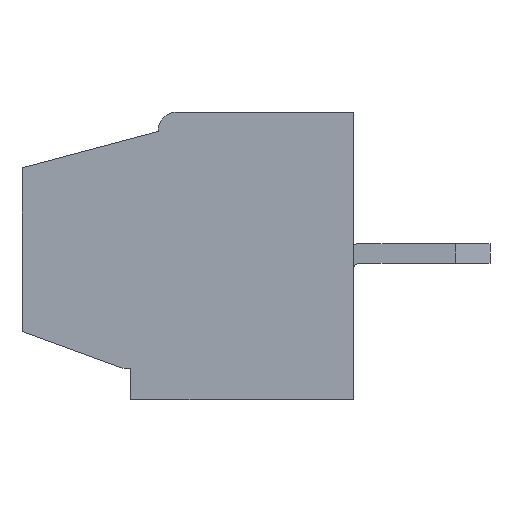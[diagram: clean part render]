
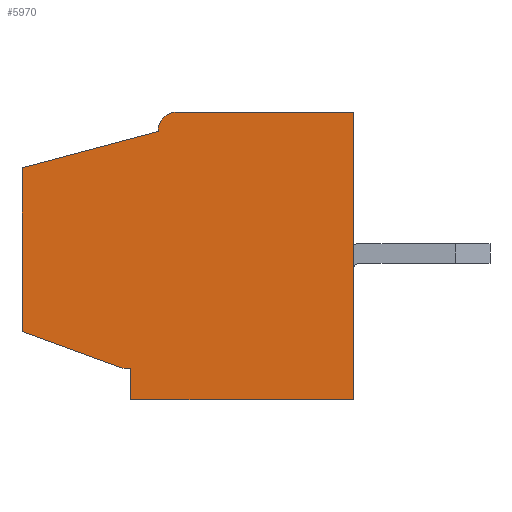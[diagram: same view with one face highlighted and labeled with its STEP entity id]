
A CAD part, left-side view. The second image highlights one B-rep face of the part: STEP entity #5970.
In plain terms, the highlighted planar face has unit normal (-1, 0, 0).
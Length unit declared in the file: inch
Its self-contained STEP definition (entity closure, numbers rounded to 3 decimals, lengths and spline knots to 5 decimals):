
#88 = EDGE_CURVE ( 'NONE', #6112, #3014, #919, .T. ) ;
#152 = PLANE ( 'NONE',  #2012 ) ;
#233 = CIRCLE ( 'NONE', #1724, 0.0195 ) ;
#263 = VERTEX_POINT ( 'NONE', #3066 ) ;
#323 = EDGE_CURVE ( 'NONE', #263, #5327, #4637, .T. ) ;
#357 = CARTESIAN_POINT ( 'NONE',  ( -0.138, 0.225, -0.116 ) ) ;
#382 = DIRECTION ( 'NONE',  ( 0., -1., 0. ) ) ;
#710 = ORIENTED_EDGE ( 'NONE', *, *, #3386, .T. ) ;
#740 = DIRECTION ( 'NONE',  ( 0., 0., -1. ) ) ;
#823 = DIRECTION ( 'NONE',  ( 0., 0., -1. ) ) ;
#827 = CARTESIAN_POINT ( 'NONE',  ( -0.138, 0.233, -0.116 ) ) ;
#874 = EDGE_CURVE ( 'NONE', #2062, #5478, #2753, .T. ) ;
#919 = LINE ( 'NONE', #4991, #4328 ) ;
#1027 = EDGE_CURVE ( 'NONE', #4383, #2727, #1927, .T. ) ;
#1066 = LINE ( 'NONE', #6120, #3475 ) ;
#1141 = CARTESIAN_POINT ( 'NONE',  ( -0.138, 0.233, -0.116 ) ) ;
#1504 = DIRECTION ( 'NONE',  ( 0., 0., -1. ) ) ;
#1651 = FACE_OUTER_BOUND ( 'NONE', #2876, .T. ) ;
#1724 = AXIS2_PLACEMENT_3D ( 'NONE', #6451, #6515, #823 ) ;
#1832 = CARTESIAN_POINT ( 'NONE',  ( -0.138, 0., 0.143 ) ) ;
#1926 = CARTESIAN_POINT ( 'NONE',  ( -0.138, 0.178, 0.143 ) ) ;
#1927 = LINE ( 'NONE', #3351, #5081 ) ;
#1968 = EDGE_CURVE ( 'NONE', #5478, #5118, #233, .T. ) ;
#2012 = AXIS2_PLACEMENT_3D ( 'NONE', #2123, #4216, #2083 ) ;
#2043 = LINE ( 'NONE', #827, #4557 ) ;
#2062 = VERTEX_POINT ( 'NONE', #5431 ) ;
#2083 = DIRECTION ( 'NONE',  ( 0., 0., -1. ) ) ;
#2123 = CARTESIAN_POINT ( 'NONE',  ( -0.138, 0.178, 0.1235 ) ) ;
#2560 = ORIENTED_EDGE ( 'NONE', *, *, #2722, .T. ) ;
#2625 = ORIENTED_EDGE ( 'NONE', *, *, #88, .T. ) ;
#2722 = EDGE_CURVE ( 'NONE', #5327, #4383, #2043, .T. ) ;
#2727 = VERTEX_POINT ( 'NONE', #357 ) ;
#2753 = LINE ( 'NONE', #3222, #5298 ) ;
#2876 = EDGE_LOOP ( 'NONE', ( #6383, #4498, #3477, #4205, #4495, #2560, #3131, #710, #2625 ) ) ;
#3014 = VERTEX_POINT ( 'NONE', #5844 ) ;
#3066 = CARTESIAN_POINT ( 'NONE',  ( -0.138, 0.335, 0.08666 ) ) ;
#3131 = ORIENTED_EDGE ( 'NONE', *, *, #1027, .T. ) ;
#3144 = VECTOR ( 'NONE', #740, 39.37008 ) ;
#3222 = CARTESIAN_POINT ( 'NONE',  ( -0.138, 0.178, 0.143 ) ) ;
#3351 = CARTESIAN_POINT ( 'NONE',  ( -0.138, 0.225, -0.116 ) ) ;
#3369 = CARTESIAN_POINT ( 'NONE',  ( -0.138, 0.225, -0.148 ) ) ;
#3386 = EDGE_CURVE ( 'NONE', #2727, #6112, #6399, .T. ) ;
#3475 = VECTOR ( 'NONE', #4702, 39.37008 ) ;
#3477 = ORIENTED_EDGE ( 'NONE', *, *, #1968, .T. ) ;
#3556 = CARTESIAN_POINT ( 'NONE',  ( -0.138, 0.1975, 0.1235 ) ) ;
#3735 = EDGE_CURVE ( 'NONE', #5118, #263, #1066, .T. ) ;
#4205 = ORIENTED_EDGE ( 'NONE', *, *, #3735, .T. ) ;
#4216 = DIRECTION ( 'NONE',  ( 1., 0., 0. ) ) ;
#4328 = VECTOR ( 'NONE', #6051, 39.37008 ) ;
#4383 = VERTEX_POINT ( 'NONE', #1141 ) ;
#4495 = ORIENTED_EDGE ( 'NONE', *, *, #323, .T. ) ;
#4498 = ORIENTED_EDGE ( 'NONE', *, *, #874, .T. ) ;
#4557 = VECTOR ( 'NONE', #5115, 39.37008 ) ;
#4606 = CARTESIAN_POINT ( 'NONE',  ( -0.138, 0.335, -0.07888 ) ) ;
#4637 = LINE ( 'NONE', #4606, #5711 ) ;
#4702 = DIRECTION ( 'NONE',  ( 0., 0.966, -0.259 ) ) ;
#4756 = DIRECTION ( 'NONE',  ( 0., 1., 0. ) ) ;
#4836 = CARTESIAN_POINT ( 'NONE',  ( -0.138, 0.225, -0.148 ) ) ;
#4934 = DIRECTION ( 'NONE',  ( 0., 0., 1. ) ) ;
#4964 = EDGE_CURVE ( 'NONE', #3014, #2062, #6394, .T. ) ;
#4991 = CARTESIAN_POINT ( 'NONE',  ( -0.138, 0., -0.148 ) ) ;
#5081 = VECTOR ( 'NONE', #382, 39.37008 ) ;
#5115 = DIRECTION ( 'NONE',  ( 0., -0.94, -0.342 ) ) ;
#5118 = VERTEX_POINT ( 'NONE', #3556 ) ;
#5298 = VECTOR ( 'NONE', #4756, 39.37008 ) ;
#5327 = VERTEX_POINT ( 'NONE', #6447 ) ;
#5431 = CARTESIAN_POINT ( 'NONE',  ( -0.138, 0., 0.143 ) ) ;
#5478 = VERTEX_POINT ( 'NONE', #1926 ) ;
#5711 = VECTOR ( 'NONE', #1504, 39.37008 ) ;
#5844 = CARTESIAN_POINT ( 'NONE',  ( -0.138, 0., -0.148 ) ) ;
#5970 = ADVANCED_FACE ( 'NONE', ( #1651 ), #152, .F. ) ;
#6051 = DIRECTION ( 'NONE',  ( 0., -1., 0. ) ) ;
#6112 = VERTEX_POINT ( 'NONE', #3369 ) ;
#6120 = CARTESIAN_POINT ( 'NONE',  ( -0.138, 0.335, 0.08666 ) ) ;
#6366 = VECTOR ( 'NONE', #4934, 39.37008 ) ;
#6383 = ORIENTED_EDGE ( 'NONE', *, *, #4964, .T. ) ;
#6394 = LINE ( 'NONE', #1832, #6366 ) ;
#6399 = LINE ( 'NONE', #4836, #3144 ) ;
#6447 = CARTESIAN_POINT ( 'NONE',  ( -0.138, 0.335, -0.07888 ) ) ;
#6451 = CARTESIAN_POINT ( 'NONE',  ( -0.138, 0.178, 0.1235 ) ) ;
#6515 = DIRECTION ( 'NONE',  ( -1., 0., 0. ) ) ;
